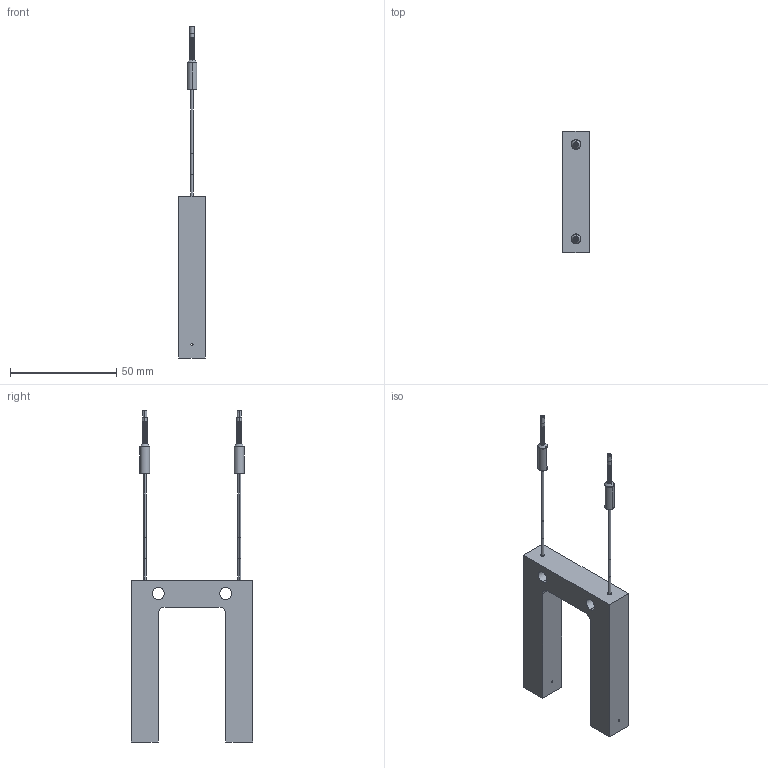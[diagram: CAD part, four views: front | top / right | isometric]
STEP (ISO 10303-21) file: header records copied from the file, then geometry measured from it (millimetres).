
FILE_DESCRIPTION((''),'2;1');
FILE_NAME('193404_ASM','2016-03-02T',('pdmadmin'),(''),'PRO/ENGINEER BY PARAMETRIC TECHNOLOGY CORPORATION, 2013230','PRO/ENGINEER BY PARAMETRIC TECHNOLOGY CORPORATION, 2013230','');
FILE_SCHEMA(('CONFIG_CONTROL_DESIGN'));
Length unit declared in the file: inch
Products named in the file (6): 117120; 58193; 112649; 72308_ASM; 117120_POTTING; 193404_ASM
Assembly tree (8 placements, depth 3):
  193404_ASM
    72308_ASM
      117120
      58193  x2
      112649  x2
    117120_POTTING  x2
Bounding box: 12.7 x 57.15 x 156.2 mm (x, y, z)
Volume: 28868.1 mm3; surface area: 15836 mm2
Topology: 7 solids, 9 shells, 672 faces, 1630 edges, 976 vertices
Faces by surface type: cone 276, cylinder 194, torus 156, plane 34, bspline 12
Entity records: 11135 total; most frequent: DIRECTION 2180, CARTESIAN_POINT 2093, ORIENTED_EDGE 1740, AXIS2_PLACEMENT_3D 945, EDGE_CURVE 872, CIRCLE 572, VERTEX_POINT 526, EDGE_LOOP 380
